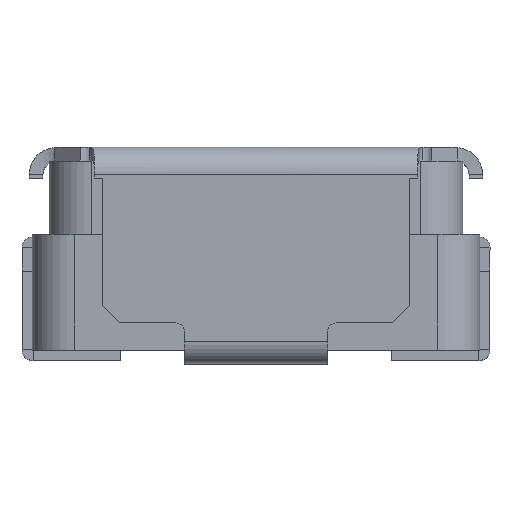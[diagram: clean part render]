
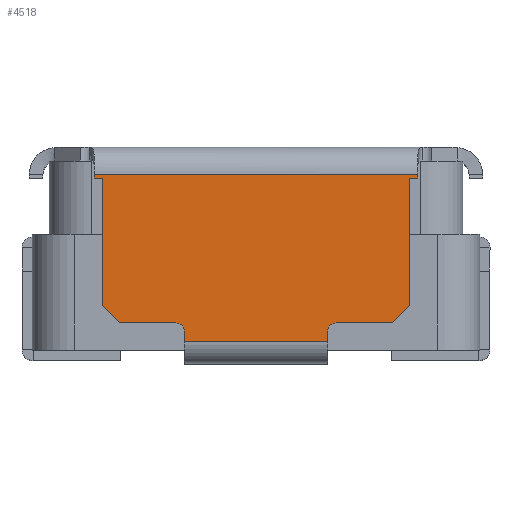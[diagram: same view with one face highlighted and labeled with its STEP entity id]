
A CAD part, top view. The second image highlights one B-rep face of the part: STEP entity #4518.
In plain terms, the highlighted planar face has unit normal (0, 0, 1).
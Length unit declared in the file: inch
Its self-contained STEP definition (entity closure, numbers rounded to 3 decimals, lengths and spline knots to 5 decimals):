
#17 = VECTOR ( 'NONE', #2899, 39.37008 ) ;
#85 = EDGE_CURVE ( 'NONE', #7317, #4625, #1752, .T. ) ;
#251 = VECTOR ( 'NONE', #1455, 39.37008 ) ;
#258 = ORIENTED_EDGE ( 'NONE', *, *, #1099, .T. ) ;
#315 = ORIENTED_EDGE ( 'NONE', *, *, #4643, .F. ) ;
#328 = DIRECTION ( 'NONE',  ( 0., 0., 1. ) ) ;
#349 = CARTESIAN_POINT ( 'NONE',  ( 0.00399, 0.1587, 0.45935 ) ) ;
#377 = DIRECTION ( 'NONE',  ( -1., 0., 0. ) ) ;
#632 = CARTESIAN_POINT ( 'NONE',  ( 0.14099, 0.2437, 0.45935 ) ) ;
#645 = CARTESIAN_POINT ( 'NONE',  ( 0.00899, 0.2437, 0.45935 ) ) ;
#705 = DIRECTION ( 'NONE',  ( -1., 0., 0. ) ) ;
#708 = DIRECTION ( 'NONE',  ( -1., 0., 0. ) ) ;
#841 = CARTESIAN_POINT ( 'NONE',  ( 0.05699, 0.1477, 0.45935 ) ) ;
#858 = ORIENTED_EDGE ( 'NONE', *, *, #6553, .F. ) ;
#922 = VECTOR ( 'NONE', #3417, 39.37008 ) ;
#956 = EDGE_CURVE ( 'NONE', #4745, #1116, #3555, .T. ) ;
#982 = VECTOR ( 'NONE', #2319, 39.37008 ) ;
#1029 = CARTESIAN_POINT ( 'NONE',  ( 0.18899, 0.2437, 0.45935 ) ) ;
#1099 = EDGE_CURVE ( 'NONE', #7197, #7189, #1498, .T. ) ;
#1105 = DIRECTION ( 'NONE',  ( -0.707, 0.707, 0. ) ) ;
#1116 = VERTEX_POINT ( 'NONE', #1459 ) ;
#1221 = CARTESIAN_POINT ( 'NONE',  ( 0.19399, 0.2457, 0.45935 ) ) ;
#1354 = VECTOR ( 'NONE', #1105, 39.37008 ) ;
#1360 = CARTESIAN_POINT ( 'NONE',  ( 0.00399, 0.2437, 0.45935 ) ) ;
#1455 = DIRECTION ( 'NONE',  ( -1., 0., 0. ) ) ;
#1459 = CARTESIAN_POINT ( 'NONE',  ( 0.18899, 0.2437, 0.45935 ) ) ;
#1465 = VERTEX_POINT ( 'NONE', #4087 ) ;
#1466 = CARTESIAN_POINT ( 'NONE',  ( 0.17899, 0.1587, 0.45935 ) ) ;
#1498 = LINE ( 'NONE', #632, #17 ) ;
#1576 = ORIENTED_EDGE ( 'NONE', *, *, #956, .T. ) ;
#1752 = LINE ( 'NONE', #1360, #251 ) ;
#1756 = VERTEX_POINT ( 'NONE', #1221 ) ;
#1781 = AXIS2_PLACEMENT_3D ( 'NONE', #4368, #5659, #377 ) ;
#1924 = CARTESIAN_POINT ( 'NONE',  ( 0.00899, 0.2437, 0.45935 ) ) ;
#1929 = VECTOR ( 'NONE', #3324, 39.37008 ) ;
#1933 = ORIENTED_EDGE ( 'NONE', *, *, #4256, .F. ) ;
#1941 = EDGE_CURVE ( 'NONE', #2520, #1756, #2322, .T. ) ;
#2044 = LINE ( 'NONE', #3854, #3400 ) ;
#2093 = DIRECTION ( 'NONE',  ( -1., 0., 0. ) ) ;
#2104 = LINE ( 'NONE', #1924, #1929 ) ;
#2152 = CARTESIAN_POINT ( 'NONE',  ( 0.14099, 0.1477, 0.45935 ) ) ;
#2190 = DIRECTION ( 'NONE',  ( -1., 0., 0. ) ) ;
#2225 = DIRECTION ( 'NONE',  ( 1., 0., 0. ) ) ;
#2319 = DIRECTION ( 'NONE',  ( 0., 1., 0. ) ) ;
#2322 = LINE ( 'NONE', #5562, #3831 ) ;
#2364 = CIRCLE ( 'NONE', #3355, 0.005 ) ;
#2412 = AXIS2_PLACEMENT_3D ( 'NONE', #5532, #328, #705 ) ;
#2431 = ORIENTED_EDGE ( 'NONE', *, *, #5556, .T. ) ;
#2469 = VERTEX_POINT ( 'NONE', #3212 ) ;
#2520 = VERTEX_POINT ( 'NONE', #5612 ) ;
#2522 = EDGE_CURVE ( 'NONE', #2469, #7317, #2104, .T. ) ;
#2541 = EDGE_CURVE ( 'NONE', #4704, #1116, #3458, .T. ) ;
#2612 = DIRECTION ( 'NONE',  ( 0., 1., 0. ) ) ;
#2680 = PLANE ( 'NONE',  #1781 ) ;
#2687 = ORIENTED_EDGE ( 'NONE', *, *, #2541, .F. ) ;
#2693 = CIRCLE ( 'NONE', #2412, 0.005 ) ;
#2860 = CARTESIAN_POINT ( 'NONE',  ( 0.19399, 0.2437, 0.45935 ) ) ;
#2871 = LINE ( 'NONE', #7255, #1354 ) ;
#2899 = DIRECTION ( 'NONE',  ( 0., 1., 0. ) ) ;
#3011 = EDGE_CURVE ( 'NONE', #3557, #3548, #2364, .T. ) ;
#3212 = CARTESIAN_POINT ( 'NONE',  ( 0.00899, 0.1687, 0.45935 ) ) ;
#3324 = DIRECTION ( 'NONE',  ( 0., 1., 0. ) ) ;
#3355 = AXIS2_PLACEMENT_3D ( 'NONE', #5435, #4428, #708 ) ;
#3373 = ORIENTED_EDGE ( 'NONE', *, *, #1941, .F. ) ;
#3400 = VECTOR ( 'NONE', #5003, 39.37008 ) ;
#3417 = DIRECTION ( 'NONE',  ( -0.707, -0.707, 0. ) ) ;
#3458 = LINE ( 'NONE', #3916, #6495 ) ;
#3492 = CARTESIAN_POINT ( 'NONE',  ( 0.00399, 0.2437, 0.45935 ) ) ;
#3548 = VERTEX_POINT ( 'NONE', #4459 ) ;
#3555 = LINE ( 'NONE', #1029, #6604 ) ;
#3557 = VERTEX_POINT ( 'NONE', #6248 ) ;
#3831 = VECTOR ( 'NONE', #2225, 39.37008 ) ;
#3854 = CARTESIAN_POINT ( 'NONE',  ( 0.05699, 0.2437, 0.45935 ) ) ;
#3916 = CARTESIAN_POINT ( 'NONE',  ( 0.00399, 0.2437, 0.45935 ) ) ;
#3922 = LINE ( 'NONE', #4715, #6788 ) ;
#4034 = EDGE_CURVE ( 'NONE', #6870, #7189, #2693, .T. ) ;
#4071 = VERTEX_POINT ( 'NONE', #841 ) ;
#4087 = CARTESIAN_POINT ( 'NONE',  ( 0.01899, 0.1587, 0.45935 ) ) ;
#4256 = EDGE_CURVE ( 'NONE', #4745, #5267, #5298, .T. ) ;
#4368 = CARTESIAN_POINT ( 'NONE',  ( 0.00399, 0.2437, 0.45935 ) ) ;
#4428 = DIRECTION ( 'NONE',  ( 0., 0., 1. ) ) ;
#4431 = ORIENTED_EDGE ( 'NONE', *, *, #3011, .F. ) ;
#4459 = CARTESIAN_POINT ( 'NONE',  ( 0.05199, 0.1587, 0.45935 ) ) ;
#4481 = DIRECTION ( 'NONE',  ( -1., 0., 0. ) ) ;
#4518 = ADVANCED_FACE ( 'NONE', ( #5819 ), #2680, .F. ) ;
#4529 = CARTESIAN_POINT ( 'NONE',  ( 0.18899, 0.1687, 0.45935 ) ) ;
#4625 = VERTEX_POINT ( 'NONE', #6567 ) ;
#4643 = EDGE_CURVE ( 'NONE', #1465, #2469, #2871, .T. ) ;
#4704 = VERTEX_POINT ( 'NONE', #2860 ) ;
#4715 = CARTESIAN_POINT ( 'NONE',  ( 0.00399, 0.1587, 0.45935 ) ) ;
#4740 = ORIENTED_EDGE ( 'NONE', *, *, #4940, .F. ) ;
#4745 = VERTEX_POINT ( 'NONE', #4529 ) ;
#4940 = EDGE_CURVE ( 'NONE', #5267, #6870, #6197, .T. ) ;
#5003 = DIRECTION ( 'NONE',  ( 0., 1., 0. ) ) ;
#5190 = EDGE_CURVE ( 'NONE', #4071, #3557, #2044, .T. ) ;
#5267 = VERTEX_POINT ( 'NONE', #1466 ) ;
#5297 = DIRECTION ( 'NONE',  ( -1., 0., 0. ) ) ;
#5298 = LINE ( 'NONE', #7263, #922 ) ;
#5303 = ORIENTED_EDGE ( 'NONE', *, *, #4034, .F. ) ;
#5314 = CARTESIAN_POINT ( 'NONE',  ( 0.14599, 0.1587, 0.45935 ) ) ;
#5325 = VECTOR ( 'NONE', #2190, 39.37008 ) ;
#5352 = LINE ( 'NONE', #5738, #982 ) ;
#5435 = CARTESIAN_POINT ( 'NONE',  ( 0.05199, 0.1537, 0.45935 ) ) ;
#5504 = LINE ( 'NONE', #6202, #5325 ) ;
#5532 = CARTESIAN_POINT ( 'NONE',  ( 0.14599, 0.1537, 0.45935 ) ) ;
#5556 = EDGE_CURVE ( 'NONE', #4704, #1756, #5352, .T. ) ;
#5562 = CARTESIAN_POINT ( 'NONE',  ( 0.00399, 0.2457, 0.45935 ) ) ;
#5565 = EDGE_LOOP ( 'NONE', ( #858, #258, #5303, #4740, #1933, #1576, #2687, #2431, #3373, #6590, #7173, #7324, #315, #6759, #4431, #6738 ) ) ;
#5612 = CARTESIAN_POINT ( 'NONE',  ( 0.00399, 0.2457, 0.45935 ) ) ;
#5659 = DIRECTION ( 'NONE',  ( 0., 0., -1. ) ) ;
#5738 = CARTESIAN_POINT ( 'NONE',  ( 0.19399, 0.2437, 0.45935 ) ) ;
#5819 = FACE_OUTER_BOUND ( 'NONE', #5565, .T. ) ;
#5848 = VECTOR ( 'NONE', #6926, 39.37008 ) ;
#6006 = VECTOR ( 'NONE', #2093, 39.37008 ) ;
#6030 = LINE ( 'NONE', #3492, #5848 ) ;
#6196 = EDGE_CURVE ( 'NONE', #3548, #1465, #3922, .T. ) ;
#6197 = LINE ( 'NONE', #349, #6006 ) ;
#6202 = CARTESIAN_POINT ( 'NONE',  ( 0.00399, 0.1477, 0.45935 ) ) ;
#6248 = CARTESIAN_POINT ( 'NONE',  ( 0.05699, 0.1537, 0.45935 ) ) ;
#6495 = VECTOR ( 'NONE', #4481, 39.37008 ) ;
#6553 = EDGE_CURVE ( 'NONE', #7197, #4071, #5504, .T. ) ;
#6567 = CARTESIAN_POINT ( 'NONE',  ( 0.00399, 0.2437, 0.45935 ) ) ;
#6590 = ORIENTED_EDGE ( 'NONE', *, *, #6812, .F. ) ;
#6604 = VECTOR ( 'NONE', #2612, 39.37008 ) ;
#6738 = ORIENTED_EDGE ( 'NONE', *, *, #5190, .F. ) ;
#6759 = ORIENTED_EDGE ( 'NONE', *, *, #6196, .F. ) ;
#6788 = VECTOR ( 'NONE', #5297, 39.37008 ) ;
#6812 = EDGE_CURVE ( 'NONE', #4625, #2520, #6030, .T. ) ;
#6870 = VERTEX_POINT ( 'NONE', #5314 ) ;
#6926 = DIRECTION ( 'NONE',  ( 0., 1., 0. ) ) ;
#7173 = ORIENTED_EDGE ( 'NONE', *, *, #85, .F. ) ;
#7189 = VERTEX_POINT ( 'NONE', #7254 ) ;
#7197 = VERTEX_POINT ( 'NONE', #2152 ) ;
#7254 = CARTESIAN_POINT ( 'NONE',  ( 0.14099, 0.1537, 0.45935 ) ) ;
#7255 = CARTESIAN_POINT ( 'NONE',  ( -0.03101, 0.2087, 0.45935 ) ) ;
#7263 = CARTESIAN_POINT ( 'NONE',  ( 0.13399, 0.1137, 0.45935 ) ) ;
#7317 = VERTEX_POINT ( 'NONE', #645 ) ;
#7324 = ORIENTED_EDGE ( 'NONE', *, *, #2522, .F. ) ;
